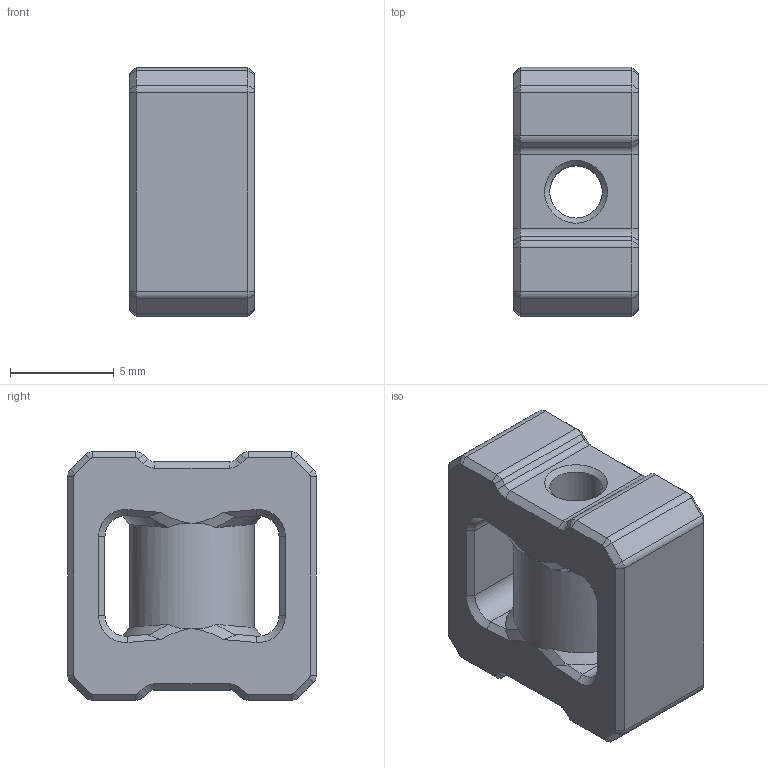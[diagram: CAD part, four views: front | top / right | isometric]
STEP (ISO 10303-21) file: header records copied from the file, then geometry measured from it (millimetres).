
FILE_DESCRIPTION(/* description */ (''),/* implementation_level */ '2;1');
FILE_NAME(/* name */ '1515 1.5mm Wall Thickness M3 Stress Concentrators.step',/* time_stamp */ '2024-11-08T19:57:43-05:00',/* author */ (''),/* organization */ (''),/* preprocessor_version */ 'ST-DEVELOPER v20',/* originating_system */ 'Autodesk Translation Framework v13.20.0.188',/* authorisation */ '');
FILE_SCHEMA (('AUTOMOTIVE_DESIGN { 1 0 10303 214 3 1 1 }'));
Length unit declared in the file: millimetre
Products named in the file (1): Stress Concentrators 20mm
Bounding box: 6 x 12 x 12 mm (x, y, z)
Volume: 642.9 mm3; surface area: 714.3 mm2
Topology: 1 solids, 1 shells, 148 faces, 366 edges, 218 vertices
Faces by surface type: plane 72, cone 42, cylinder 22, bspline 12
Full cylindrical faces by diameter (mm): 2.529 x1, 6 x1
Entity records: 5270 total; most frequent: CARTESIAN_POINT 1849, ORIENTED_EDGE 732, DIRECTION 658, EDGE_CURVE 366, AXIS2_PLACEMENT_3D 221, VERTEX_POINT 218, LINE 216, VECTOR 216
